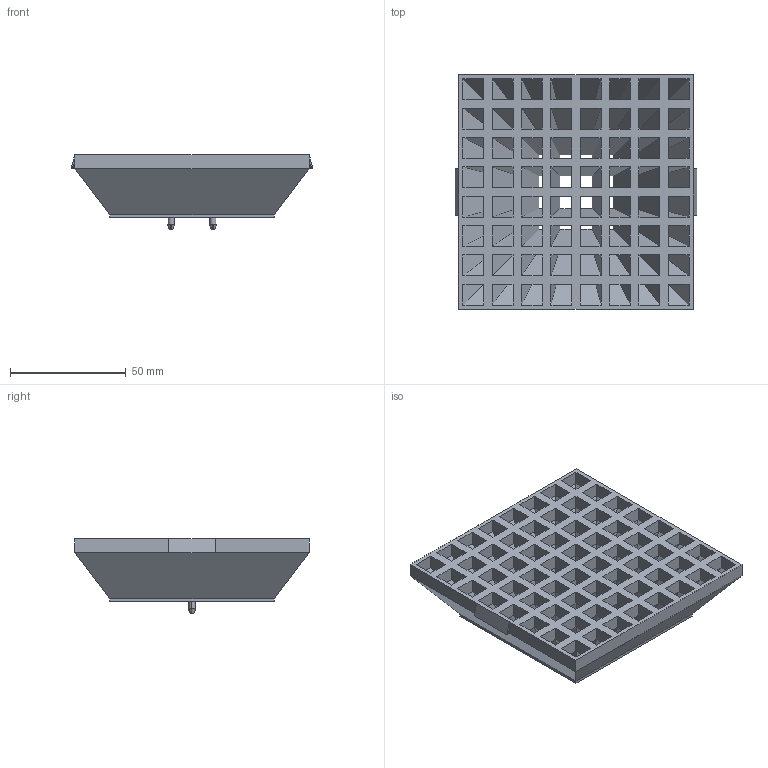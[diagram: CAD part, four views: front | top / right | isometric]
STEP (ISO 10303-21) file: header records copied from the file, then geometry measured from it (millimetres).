
FILE_DESCRIPTION (( 'STEP AP214' ), '1' );
FILE_NAME ('Grid_v3.STEP', '2020-05-07T00:09:28', ( '' ), ( '' ), 'SwSTEP 2.0', 'SolidWorks 2018', '' );
FILE_SCHEMA (( 'AUTOMOTIVE_DESIGN' ));
Length unit declared in the file: millimetre
Products named in the file (1): Grid_v3
Bounding box: 104.6 x 101.6 x 32.25 mm (x, y, z)
Volume: 120442.3 mm3; surface area: 75101.9 mm2
Topology: 1 solids, 1 shells, 916 faces, 2234 edges, 1324 vertices
Faces by surface type: plane 908, cone 4, cylinder 4
Entity records: 25952 total; most frequent: CARTESIAN_POINT 4499, ORIENTED_EDGE 4468, DIRECTION 4084, EDGE_CURVE 2234, LINE 2202, VECTOR 2202, VERTEX_POINT 1324, EDGE_LOOP 1048
